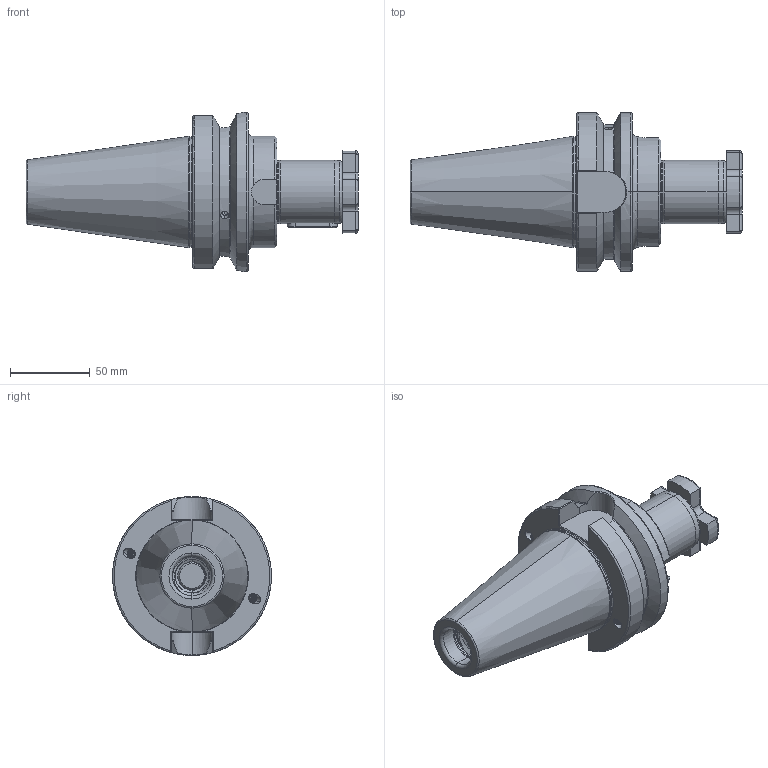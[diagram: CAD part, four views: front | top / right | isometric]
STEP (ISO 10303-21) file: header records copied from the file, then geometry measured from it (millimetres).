
FILE_DESCRIPTION (( 'STEP AP203' ), '1' );
FILE_NAME ('506.10.40.STEP', '2016-11-26T01:35:43', ( '' ), ( '' ), 'SwSTEP 2.0', 'SolidWorks 2012', '' );
FILE_SCHEMA (( 'CONFIG_CONTROL_DESIGN' ));
Length unit declared in the file: millimetre
Products named in the file (4): 506.10.40; SC40用鍵_10x8x32L; 十字螺絲FMB40
Assembly tree (3 placements, depth 2):
  506.10.40
    506.10.40
    十字螺絲FMB40
    SC40用鍵_10x8x32L
Bounding box: 208.8 x 100 x 100 mm (x, y, z)
Volume: 561682.7 mm3; surface area: 79651.2 mm2
Topology: 3 solids, 3 shells, 355 faces, 944 edges, 596 vertices
Faces by surface type: cylinder 184, plane 66, torus 41, cone 39, bspline 25
Entity records: 23374 total; most frequent: CARTESIAN_POINT 15100, ORIENTED_EDGE 1880, DIRECTION 1434, EDGE_CURVE 940, VERTEX_POINT 596, AXIS2_PLACEMENT_3D 553, EDGE_LOOP 372, ADVANCED_FACE 355
